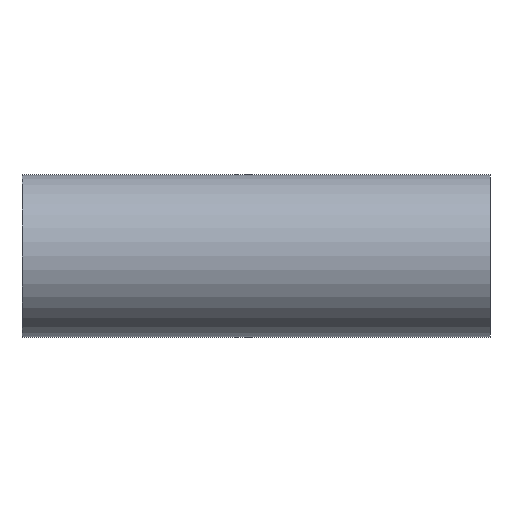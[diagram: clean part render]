
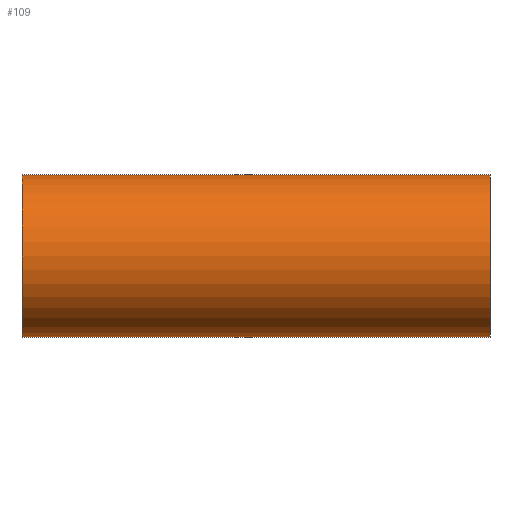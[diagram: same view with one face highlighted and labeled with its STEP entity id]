
A CAD part, front view. The second image highlights one B-rep face of the part: STEP entity #109.
In plain terms, the highlighted cylindrical face has radius 25.4 mm (diameter 50.8 mm), a partial arc.
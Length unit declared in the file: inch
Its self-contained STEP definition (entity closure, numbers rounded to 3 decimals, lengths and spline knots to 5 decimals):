
#20 = ORIENTED_EDGE ( 'NONE', *, *, #480, .F. ) ;
#24 = EDGE_CURVE ( 'NONE', #688, #1302, #2065, .T. ) ;
#60 = ORIENTED_EDGE ( 'NONE', *, *, #24, .F. ) ;
#109 = ADVANCED_FACE ( 'NONE', ( #333 ), #1580, .T. ) ;
#157 = CARTESIAN_POINT ( 'NONE',  ( 2.87402, 0., 0. ) ) ;
#173 = DIRECTION ( 'NONE',  ( 0., 0., 1. ) ) ;
#252 = DIRECTION ( 'NONE',  ( -1., 0., 0. ) ) ;
#271 = AXIS2_PLACEMENT_3D ( 'NONE', #157, #1780, #463 ) ;
#333 = FACE_OUTER_BOUND ( 'NONE', #1022, .T. ) ;
#443 = CARTESIAN_POINT ( 'NONE',  ( 2.87402, 0., 1. ) ) ;
#463 = DIRECTION ( 'NONE',  ( 0., 0., -1. ) ) ;
#480 = EDGE_CURVE ( 'NONE', #1302, #1301, #807, .T. ) ;
#481 = CARTESIAN_POINT ( 'NONE',  ( 2.87402, 0., -1. ) ) ;
#514 = VECTOR ( 'NONE', #252, 39.37008 ) ;
#539 = DIRECTION ( 'NONE',  ( 0., 0., -1. ) ) ;
#688 = VERTEX_POINT ( 'NONE', #443 ) ;
#720 = ORIENTED_EDGE ( 'NONE', *, *, #1726, .T. ) ;
#785 = DIRECTION ( 'NONE',  ( -1., 0., 0. ) ) ;
#796 = EDGE_CURVE ( 'NONE', #1925, #1301, #1171, .T. ) ;
#807 = LINE ( 'NONE', #1660, #1443 ) ;
#873 = CARTESIAN_POINT ( 'NONE',  ( -2.87402, 0., 0. ) ) ;
#881 = CARTESIAN_POINT ( 'NONE',  ( 2.87402, 0., 1. ) ) ;
#962 = CARTESIAN_POINT ( 'NONE',  ( -2.87402, 0., -1. ) ) ;
#1013 = LINE ( 'NONE', #881, #514 ) ;
#1022 = EDGE_LOOP ( 'NONE', ( #20, #60, #720, #2076 ) ) ;
#1169 = DIRECTION ( 'NONE',  ( -1., 0., 0. ) ) ;
#1171 = CIRCLE ( 'NONE', #1843, 1. ) ;
#1174 = DIRECTION ( 'NONE',  ( 1., 0., 0. ) ) ;
#1266 = CARTESIAN_POINT ( 'NONE',  ( 2.87402, 0., 0. ) ) ;
#1301 = VERTEX_POINT ( 'NONE', #962 ) ;
#1302 = VERTEX_POINT ( 'NONE', #481 ) ;
#1443 = VECTOR ( 'NONE', #1169, 39.37008 ) ;
#1518 = CARTESIAN_POINT ( 'NONE',  ( -2.87402, 0., 1. ) ) ;
#1580 = CYLINDRICAL_SURFACE ( 'NONE', #2078, 1. ) ;
#1660 = CARTESIAN_POINT ( 'NONE',  ( 2.87402, 0., -1. ) ) ;
#1726 = EDGE_CURVE ( 'NONE', #688, #1925, #1013, .T. ) ;
#1780 = DIRECTION ( 'NONE',  ( 1., 0., 0. ) ) ;
#1843 = AXIS2_PLACEMENT_3D ( 'NONE', #873, #1174, #539 ) ;
#1925 = VERTEX_POINT ( 'NONE', #1518 ) ;
#2065 = CIRCLE ( 'NONE', #271, 1. ) ;
#2076 = ORIENTED_EDGE ( 'NONE', *, *, #796, .T. ) ;
#2078 = AXIS2_PLACEMENT_3D ( 'NONE', #1266, #785, #173 ) ;
